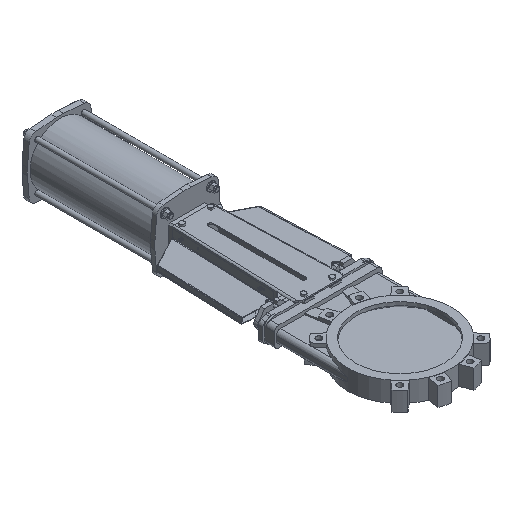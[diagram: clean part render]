
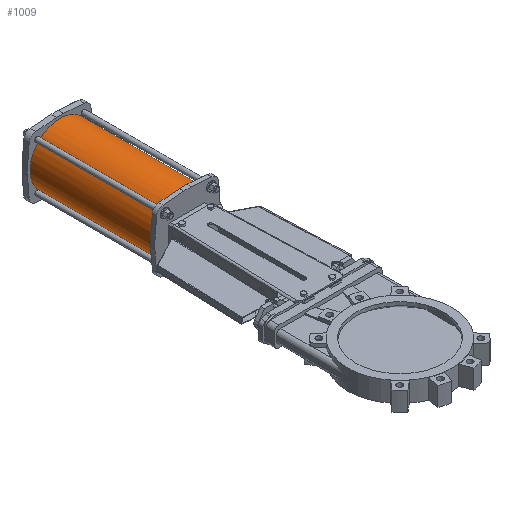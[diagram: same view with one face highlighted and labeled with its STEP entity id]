
A CAD part, isometric view. The second image highlights one B-rep face of the part: STEP entity #1009.
In plain terms, the highlighted cylindrical face has radius 105 mm (diameter 210 mm), a full revolution.
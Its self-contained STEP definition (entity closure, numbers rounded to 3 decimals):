
#1009 = ADVANCED_FACE( 'NONE', ( #2811, #2812 ), #2813, .T. );
#2811 = FACE_OUTER_BOUND( '', #5641, .T. );
#2812 = FACE_OUTER_BOUND( '', #5642, .T. );
#2813 = CYLINDRICAL_SURFACE( '', #5643, 105. );
#5641 = EDGE_LOOP( '', ( #8849 ) );
#5642 = EDGE_LOOP( '', ( #8850 ) );
#5643 = AXIS2_PLACEMENT_3D( '', #8851, #8852, #8853 );
#8849 = ORIENTED_EDGE( '', *, *, #16010, .T. );
#8850 = ORIENTED_EDGE( '', *, *, #16011, .F. );
#8851 = CARTESIAN_POINT( '', ( 0., 1136., 0. ) );
#8852 = DIRECTION( '', ( 0., 1., 0. ) );
#8853 = DIRECTION( '', ( 0., 0., -1. ) );
#16010 = EDGE_CURVE( 'NONE', #19132, #19132, #19133, .T. );
#16011 = EDGE_CURVE( '', #19134, #19134, #19135, .T. );
#19132 = VERTEX_POINT( '', #23662 );
#19133 = CIRCLE( '', #23663, 105. );
#19134 = VERTEX_POINT( '', #23664 );
#19135 = CIRCLE( '', #23665, 105. );
#23662 = CARTESIAN_POINT( '', ( 0., 757., 105. ) );
#23663 = AXIS2_PLACEMENT_3D( '', #29598, #29599, #29600 );
#23664 = CARTESIAN_POINT( '', ( 8.999, 1187., -104.614 ) );
#23665 = AXIS2_PLACEMENT_3D( '', #29601, #29602, #29603 );
#29598 = CARTESIAN_POINT( '', ( 0., 757., 0. ) );
#29599 = DIRECTION( '', ( 0., 1., 0. ) );
#29600 = DIRECTION( '', ( 0., 0., 1. ) );
#29601 = CARTESIAN_POINT( '', ( 0., 1187., 0. ) );
#29602 = DIRECTION( '', ( 0., 1., 0. ) );
#29603 = DIRECTION( '', ( 0.086, 0., -0.996 ) );
